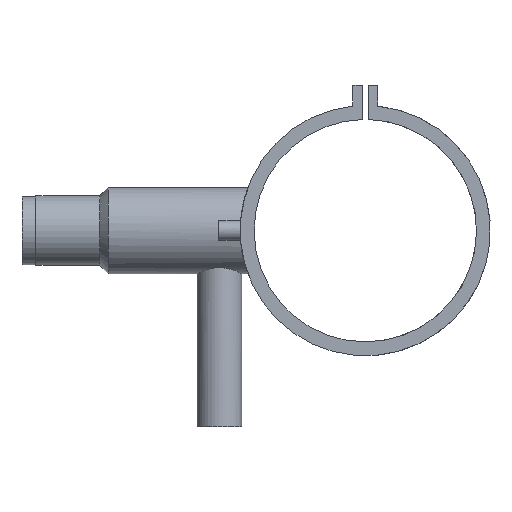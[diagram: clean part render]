
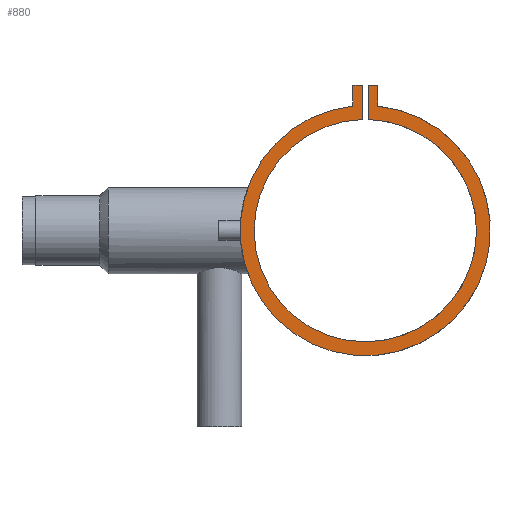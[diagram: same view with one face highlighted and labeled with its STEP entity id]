
A CAD part, left-side view. The second image highlights one B-rep face of the part: STEP entity #880.
In plain terms, the highlighted planar face has unit normal (-1, 0, 0).
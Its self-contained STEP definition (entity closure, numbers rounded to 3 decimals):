
#35 = EDGE_CURVE ( 'NONE', #2386, #168, #1439, .T. ) ;
#67 = EDGE_CURVE ( 'NONE', #164, #1382, #1147, .T. ) ;
#91 = AXIS2_PLACEMENT_3D ( 'NONE', #2184, #490, #1246 ) ;
#102 = EDGE_CURVE ( 'NONE', #168, #164, #785, .T. ) ;
#107 = CARTESIAN_POINT ( 'NONE',  ( -69., 9., 104.549 ) ) ;
#164 = VERTEX_POINT ( 'NONE', #1601 ) ;
#168 = VERTEX_POINT ( 'NONE', #2357 ) ;
#190 = DIRECTION ( 'NONE',  ( 0., 0., -1. ) ) ;
#202 = DIRECTION ( 'NONE',  ( 0., -1., 0. ) ) ;
#278 = CARTESIAN_POINT ( 'NONE',  ( -69., 2., 79.975 ) ) ;
#280 = ORIENTED_EDGE ( 'NONE', *, *, #1452, .F. ) ;
#373 = AXIS2_PLACEMENT_3D ( 'NONE', #1135, #1889, #190 ) ;
#407 = LINE ( 'NONE', #1163, #2154 ) ;
#490 = DIRECTION ( 'NONE',  ( 1., 0., 0. ) ) ;
#530 = LINE ( 'NONE', #1284, #1801 ) ;
#655 = EDGE_CURVE ( 'NONE', #1399, #2386, #778, .T. ) ;
#658 = CARTESIAN_POINT ( 'NONE',  ( -69., 0., 0. ) ) ;
#673 = FACE_OUTER_BOUND ( 'NONE', #1870, .T. ) ;
#677 = EDGE_CURVE ( 'NONE', #2244, #1399, #407, .T. ) ;
#778 = LINE ( 'NONE', #1535, #1837 ) ;
#785 = LINE ( 'NONE', #1542, #1206 ) ;
#806 = VERTEX_POINT ( 'NONE', #1004 ) ;
#814 = CARTESIAN_POINT ( 'NONE',  ( -69., 9., 104.549 ) ) ;
#856 = VECTOR ( 'NONE', #870, 1000. ) ;
#870 = DIRECTION ( 'NONE',  ( 0., 0., 1. ) ) ;
#874 = ORIENTED_EDGE ( 'NONE', *, *, #102, .F. ) ;
#880 = ADVANCED_FACE ( 'NONE', ( #673 ), #1432, .F. ) ;
#926 = EDGE_CURVE ( 'NONE', #1382, #1833, #530, .T. ) ;
#942 = ORIENTED_EDGE ( 'NONE', *, *, #1512, .F. ) ;
#973 = CIRCLE ( 'NONE', #2353, 90. ) ;
#986 = CARTESIAN_POINT ( 'NONE',  ( -69., -9., 104.549 ) ) ;
#1004 = CARTESIAN_POINT ( 'NONE',  ( -69., 9., 89.549 ) ) ;
#1128 = ORIENTED_EDGE ( 'NONE', *, *, #926, .F. ) ;
#1135 = CARTESIAN_POINT ( 'NONE',  ( -69., 0., 0. ) ) ;
#1147 = LINE ( 'NONE', #1900, #1321 ) ;
#1163 = CARTESIAN_POINT ( 'NONE',  ( -69., 9., 104.549 ) ) ;
#1206 = VECTOR ( 'NONE', #2295, 1000. ) ;
#1246 = DIRECTION ( 'NONE',  ( 0., 0., -1. ) ) ;
#1284 = CARTESIAN_POINT ( 'NONE',  ( -69., -9., 104.549 ) ) ;
#1321 = VECTOR ( 'NONE', #202, 1000. ) ;
#1382 = VERTEX_POINT ( 'NONE', #986 ) ;
#1399 = VERTEX_POINT ( 'NONE', #1970 ) ;
#1417 = DIRECTION ( 'NONE',  ( 1., 0., 0. ) ) ;
#1432 = PLANE ( 'NONE',  #91 ) ;
#1439 = CIRCLE ( 'NONE', #373, 80. ) ;
#1452 = EDGE_CURVE ( 'NONE', #1833, #806, #973, .T. ) ;
#1512 = EDGE_CURVE ( 'NONE', #806, #2244, #1812, .T. ) ;
#1535 = CARTESIAN_POINT ( 'NONE',  ( -69., 2., 104.549 ) ) ;
#1542 = CARTESIAN_POINT ( 'NONE',  ( -69., -2., 104.549 ) ) ;
#1579 = ORIENTED_EDGE ( 'NONE', *, *, #67, .F. ) ;
#1601 = CARTESIAN_POINT ( 'NONE',  ( -69., -2., 104.549 ) ) ;
#1622 = CARTESIAN_POINT ( 'NONE',  ( -69., -9., 89.549 ) ) ;
#1656 = ORIENTED_EDGE ( 'NONE', *, *, #677, .F. ) ;
#1801 = VECTOR ( 'NONE', #2034, 1000. ) ;
#1812 = LINE ( 'NONE', #107, #856 ) ;
#1833 = VERTEX_POINT ( 'NONE', #1622 ) ;
#1837 = VECTOR ( 'NONE', #2289, 1000. ) ;
#1859 = ORIENTED_EDGE ( 'NONE', *, *, #35, .F. ) ;
#1870 = EDGE_LOOP ( 'NONE', ( #280, #1128, #1579, #874, #1859, #2167, #1656, #942 ) ) ;
#1889 = DIRECTION ( 'NONE',  ( -1., 0., 0. ) ) ;
#1900 = CARTESIAN_POINT ( 'NONE',  ( -69., -2., 104.549 ) ) ;
#1918 = DIRECTION ( 'NONE',  ( 0., -1., 0. ) ) ;
#1970 = CARTESIAN_POINT ( 'NONE',  ( -69., 2., 104.549 ) ) ;
#2034 = DIRECTION ( 'NONE',  ( 0., 0., -1. ) ) ;
#2154 = VECTOR ( 'NONE', #1918, 1000. ) ;
#2167 = ORIENTED_EDGE ( 'NONE', *, *, #655, .F. ) ;
#2168 = DIRECTION ( 'NONE',  ( 0., 0., -1. ) ) ;
#2184 = CARTESIAN_POINT ( 'NONE',  ( -69., 0., 0. ) ) ;
#2244 = VERTEX_POINT ( 'NONE', #814 ) ;
#2289 = DIRECTION ( 'NONE',  ( 0., 0., -1. ) ) ;
#2295 = DIRECTION ( 'NONE',  ( 0., 0., 1. ) ) ;
#2353 = AXIS2_PLACEMENT_3D ( 'NONE', #658, #1417, #2168 ) ;
#2357 = CARTESIAN_POINT ( 'NONE',  ( -69., -2., 79.975 ) ) ;
#2386 = VERTEX_POINT ( 'NONE', #278 ) ;
